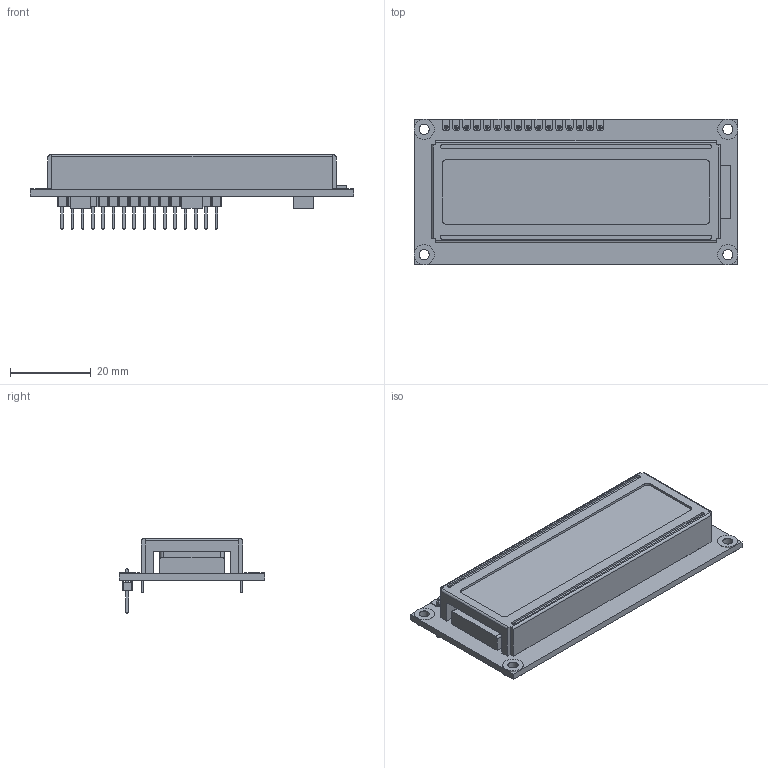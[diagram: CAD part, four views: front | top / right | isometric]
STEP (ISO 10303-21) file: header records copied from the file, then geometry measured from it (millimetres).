
FILE_DESCRIPTION( ( '' ), ' ' );
FILE_NAME( '5ad9334428d72a0fa6a67c08.step', '2018-04-20T00:24:38', ( '' ), ( '' ), ' ', ' ', ' ' );
FILE_SCHEMA( ( 'AUTOMOTIVE_DESIGN { 1 0 10303 214 1 1 1 1 }' ) );
Length unit declared in the file: metre
Products named in the file (60): plast_pin <1>; plast_pin (16); plast_pin (15); plast_pin (14); plast_pin (13); plast_pin (12); plast_pin (11); plast_pin (10); plast_pin (9); plast_pin (8); plast_pin (7); plast_pin (6); plast_pin (5); plast_pin (4); plast_pin (3); plast_pin (2); plast_pin (1); pins <1>; pins (16); pins (15); pins (14); pins (13); pins (12); pins (11); pins (10); pins (9); pins (8); pins (7); pins (6); pins (5); pins (4); pins (3); pins (2); pins (1); pads <1>; pads (20); pads (19); pads (18); pads (17); pads (16) ...
Assembly tree (59 placements, depth 3):
  Assem1
    disp
    podsvit
    obdelnik
    deska
    plast_pin <1>
      plast_pin (16)
      plast_pin (15)
      plast_pin (14)
      plast_pin (13)
      plast_pin (12)
      plast_pin (11)
      plast_pin (10)
      plast_pin (9)
      plast_pin (8)
      plast_pin (7)
      plast_pin (6)
      plast_pin (5)
      plast_pin (4)
      plast_pin (3)
      plast_pin (2)
      plast_pin (1)
    pins <1>
      pins (16)
      pins (15)
      pins (14)
      pins (13)
      pins (12)
      pins (11)
      pins (10)
      pins (9)
      pins (8)
      pins (7)
      pins (6)
      pins (5)
      pins (4)
      pins (3)
      pins (2)
      pins (1)
    pads <1>
      pads (20)
      pads (19)
      pads (18)
      pads (17)
      pads (16)
      pads (15)
      pads (14)
      pads (13)
      pads (12)
      pads (11)
      pads (10)
      pads (9)
      pads (8)
      pads (7)
      pads (6)
      pads (5)
      pads (4)
      pads (3)
      pads (2)
      pads (1)
Bounding box: 80 x 36 x 18.34 mm (x, y, z)
Volume: 18401.5 mm3; surface area: 18517.6 mm2
Topology: 56 solids, 56 shells, 834 faces, 2032 edges, 1312 vertices
Faces by surface type: plane 742, cylinder 92
Full cylindrical faces by diameter (mm): 1 x16, 1.2 x16, 2.5 x4, 2.8 x4, 5 x4
Entity records: 31630 total; most frequent: CARTESIAN_POINT 4197, ORIENTED_EDGE 3976, DIRECTION 3966, EDGE_CURVE 1988, LINE 1804, VECTOR 1804, VERTEX_POINT 1312, AXIS2_PLACEMENT_3D 1081
